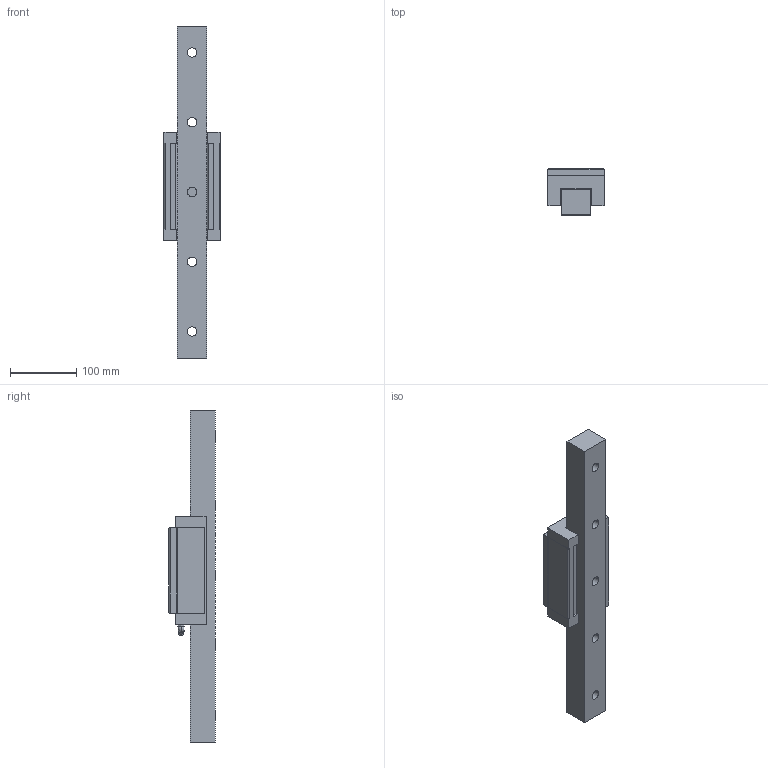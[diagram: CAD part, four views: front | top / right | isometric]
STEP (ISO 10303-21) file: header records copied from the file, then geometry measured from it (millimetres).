
FILE_DESCRIPTION((''),'2;1');
FILE_NAME('BRS45-LR_MISUMI_ASM','2013-03-29T',('SM6131'),(''),'PRO/ENGINEER BY PARAMETRIC TECHNOLOGY CORPORATION, 2009460','PRO/ENGINEER BY PARAMETRIC TECHNOLOGY CORPORATION, 2009460','');
FILE_SCHEMA(('CONFIG_CONTROL_DESIGN'));
Length unit declared in the file: millimetre
Products named in the file (5): BRR45_MISUMI_INST; BRC45-LR_CUSTOMER; VN-SB-M8-06-00; BRC45-LR_4_ASM; BRS45-LR_MISUMI_ASM
Assembly tree (4 placements, depth 3):
  BRS45-LR_MISUMI_ASM
    BRR45_MISUMI_INST
    BRC45-LR_4_ASM
      BRC45-LR_CUSTOMER
      VN-SB-M8-06-00
Bounding box: 85.95 x 70.2 x 500 mm (x, y, z)
Volume: 1300685.9 mm3; surface area: 175571.1 mm2
Topology: 3 solids, 11 shells, 216 faces, 544 edges, 348 vertices
Faces by surface type: plane 98, cylinder 71, cone 21, bspline 16, torus 6, sphere 4
Entity records: 8289 total; most frequent: CARTESIAN_POINT 3091, ORIENTED_EDGE 1048, DIRECTION 1040, EDGE_CURVE 532, AXIS2_PLACEMENT_3D 380, VERTEX_POINT 348, VECTOR 280, LINE 280
